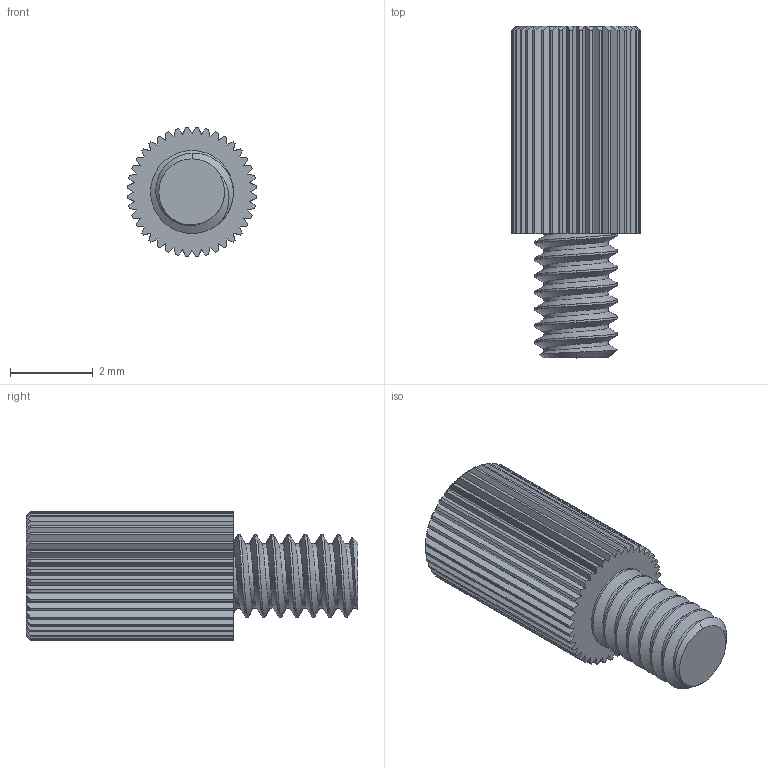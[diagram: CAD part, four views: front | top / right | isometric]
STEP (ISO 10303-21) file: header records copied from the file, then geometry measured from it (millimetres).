
FILE_DESCRIPTION (( 'STEP AP214' ), '1' );
FILE_NAME ('Spacer M2x5mm.STEP', '2019-11-14T21:19:08', ( '' ), ( '' ), 'SwSTEP 2.0', 'SolidWorks 2019', '' );
FILE_SCHEMA (( 'AUTOMOTIVE_DESIGN' ));
Length unit declared in the file: millimetre
Products named in the file (1): Spacer M2x5mm
Bounding box: 3.11 x 8 x 3.11 mm (x, y, z)
Volume: 31.7 mm3; surface area: 164.3 mm2
Topology: 1 solids, 1 shells, 212 faces, 620 edges, 412 vertices
Faces by surface type: plane 85, cylinder 76, cone 44, bspline 7
Entity records: 10821 total; most frequent: CARTESIAN_POINT 5485, ORIENTED_EDGE 1240, DIRECTION 986, EDGE_CURVE 620, VERTEX_POINT 412, AXIS2_PLACEMENT_3D 335, LINE 316, VECTOR 316
